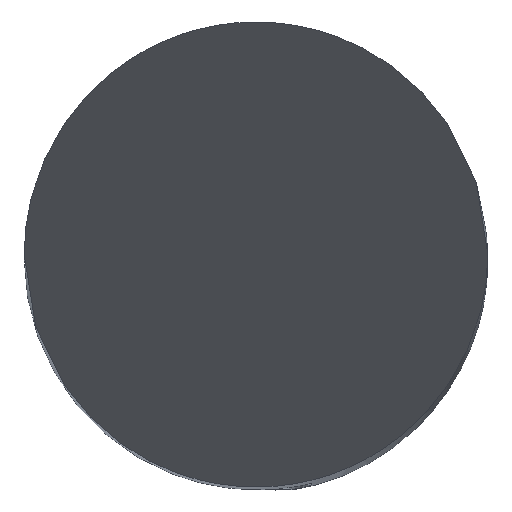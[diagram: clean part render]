
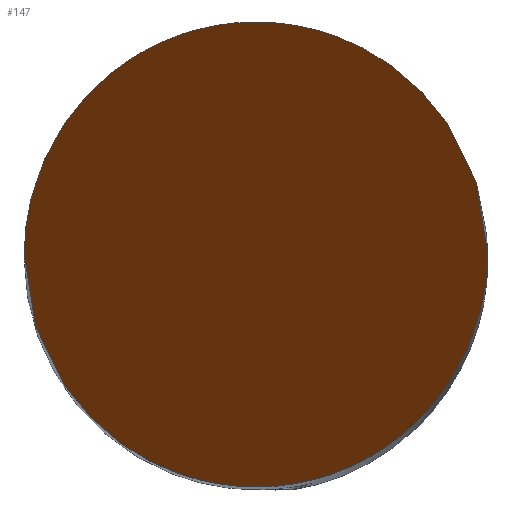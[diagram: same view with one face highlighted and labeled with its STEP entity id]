
A CAD part, top view. The second image highlights one B-rep face of the part: STEP entity #147.
In plain terms, the highlighted planar face has unit normal (0, -0.866, 0.5).
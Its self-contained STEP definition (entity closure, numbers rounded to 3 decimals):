
#52=PLANE('',#769);
#147=ADVANCED_FACE('',(#194),#52,.F.);
#194=FACE_OUTER_BOUND('',#234,.T.);
#234=EDGE_LOOP('',(#340,#341));
#340=ORIENTED_EDGE('',*,*,#594,.T.);
#341=ORIENTED_EDGE('',*,*,#586,.T.);
#517=VERTEX_POINT('',#1098);
#518=VERTEX_POINT('',#1099);
#586=EDGE_CURVE('',#517,#518,#717,.T.);
#594=EDGE_CURVE('',#518,#517,#720,.T.);
#717=(
BOUNDED_CURVE()
B_SPLINE_CURVE(3,(#1094,#1095,#1096,#1097),.UNSPECIFIED.,.F.,.F.)
B_SPLINE_CURVE_WITH_KNOTS((4,4),(0.,1.),.UNSPECIFIED.)
CURVE()
GEOMETRIC_REPRESENTATION_ITEM()
RATIONAL_B_SPLINE_CURVE((1.,0.333,0.333,1.))
REPRESENTATION_ITEM('')
);
#720=(
BOUNDED_CURVE()
B_SPLINE_CURVE(3,(#1119,#1120,#1121,#1122),.UNSPECIFIED.,.F.,.F.)
B_SPLINE_CURVE_WITH_KNOTS((4,4),(0.,1.),.UNSPECIFIED.)
CURVE()
GEOMETRIC_REPRESENTATION_ITEM()
RATIONAL_B_SPLINE_CURVE((1.,0.333,0.333,1.))
REPRESENTATION_ITEM('')
);
#769=AXIS2_PLACEMENT_3D('',#1239,#871,#872);
#871=DIRECTION('',(0.,0.866,-0.5));
#872=DIRECTION('',(0.,0.5,0.866));
#1094=CARTESIAN_POINT('',(2.,0.,0.));
#1095=CARTESIAN_POINT('',(2.,4.,6.928));
#1096=CARTESIAN_POINT('',(-2.,4.,6.928));
#1097=CARTESIAN_POINT('',(-2.,0.,0.));
#1098=CARTESIAN_POINT('',(2.,0.,0.));
#1099=CARTESIAN_POINT('',(-2.,0.,0.));
#1119=CARTESIAN_POINT('',(-2.,0.,0.));
#1120=CARTESIAN_POINT('',(-2.,-4.,-6.928));
#1121=CARTESIAN_POINT('',(2.,-4.,-6.928));
#1122=CARTESIAN_POINT('',(2.,0.,0.));
#1239=CARTESIAN_POINT('',(2.5,2.,3.464));
